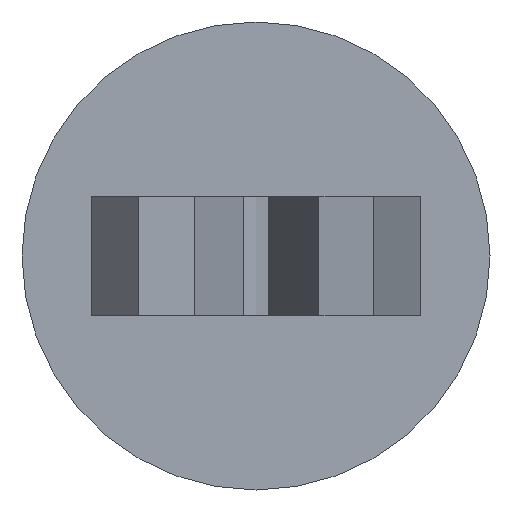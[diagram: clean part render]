
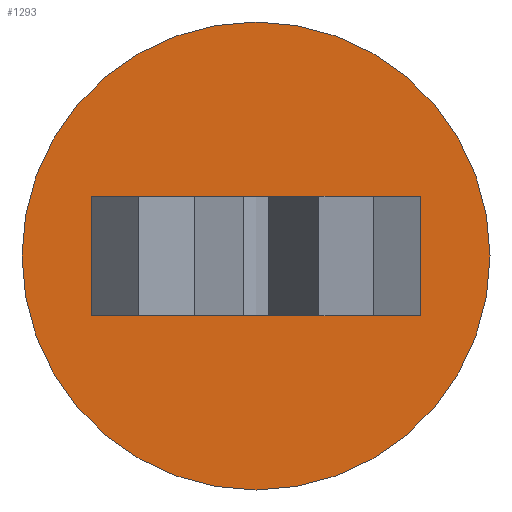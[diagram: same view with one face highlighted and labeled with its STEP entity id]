
A CAD part, front view. The second image highlights one B-rep face of the part: STEP entity #1293.
In plain terms, the highlighted planar face has unit normal (0, -1, 0).
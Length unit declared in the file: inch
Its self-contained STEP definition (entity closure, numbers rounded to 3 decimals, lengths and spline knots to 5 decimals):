
#8 = DIRECTION ( 'NONE',  ( 0., 0., 1. ) ) ;
#19 = VERTEX_POINT ( 'NONE', #213 ) ;
#31 = VERTEX_POINT ( 'NONE', #1588 ) ;
#48 = VECTOR ( 'NONE', #676, 39.37008 ) ;
#62 = CARTESIAN_POINT ( 'NONE',  ( 0.018, 0., -0.016 ) ) ;
#66 = EDGE_CURVE ( 'NONE', #1284, #19, #769, .T. ) ;
#97 = ORIENTED_EDGE ( 'NONE', *, *, #564, .F. ) ;
#113 = CARTESIAN_POINT ( 'NONE',  ( 0., 0., -0.0625 ) ) ;
#117 = EDGE_CURVE ( 'NONE', #1323, #851, #1120, .T. ) ;
#118 = CARTESIAN_POINT ( 'NONE',  ( 0.018, 0., 0.016 ) ) ;
#119 = PLANE ( 'NONE',  #392 ) ;
#124 = DIRECTION ( 'NONE',  ( 0., 0., 1. ) ) ;
#128 = CIRCLE ( 'NONE', #615, 0.0625 ) ;
#160 = CARTESIAN_POINT ( 'NONE',  ( 0.018, 0., -0.016 ) ) ;
#169 = LINE ( 'NONE', #1042, #887 ) ;
#171 = VERTEX_POINT ( 'NONE', #869 ) ;
#213 = CARTESIAN_POINT ( 'NONE',  ( -0.018, 0., 0.016 ) ) ;
#225 = CARTESIAN_POINT ( 'NONE',  ( 0., 0., 0.016 ) ) ;
#234 = DIRECTION ( 'NONE',  ( 1., 0., 0. ) ) ;
#275 = CARTESIAN_POINT ( 'NONE',  ( 0.018, 0., 0.016 ) ) ;
#287 = CARTESIAN_POINT ( 'NONE',  ( 0.018, 0., 0.016 ) ) ;
#294 = VECTOR ( 'NONE', #234, 39.37008 ) ;
#304 = CARTESIAN_POINT ( 'NONE',  ( -0.018, 0., -0.016 ) ) ;
#305 = VERTEX_POINT ( 'NONE', #1276 ) ;
#313 = CARTESIAN_POINT ( 'NONE',  ( 0.018, 0., -0.016 ) ) ;
#334 = EDGE_CURVE ( 'NONE', #1221, #491, #667, .T. ) ;
#360 = EDGE_CURVE ( 'NONE', #1057, #1356, #1384, .T. ) ;
#389 = LINE ( 'NONE', #1131, #611 ) ;
#392 = AXIS2_PLACEMENT_3D ( 'NONE', #633, #878, #1635 ) ;
#398 = DIRECTION ( 'NONE',  ( 0., 1., 0. ) ) ;
#403 = EDGE_CURVE ( 'NONE', #1356, #1057, #128, .T. ) ;
#438 = ORIENTED_EDGE ( 'NONE', *, *, #334, .T. ) ;
#463 = VERTEX_POINT ( 'NONE', #483 ) ;
#483 = CARTESIAN_POINT ( 'NONE',  ( -0.018, 0., 0.016 ) ) ;
#491 = VERTEX_POINT ( 'NONE', #1360 ) ;
#500 = CARTESIAN_POINT ( 'NONE',  ( 0., 0., 0.0625 ) ) ;
#564 = EDGE_CURVE ( 'NONE', #1323, #463, #1338, .T. ) ;
#568 = DIRECTION ( 'NONE',  ( 0., 1., 0. ) ) ;
#572 = EDGE_LOOP ( 'NONE', ( #1000, #838 ) ) ;
#589 = ORIENTED_EDGE ( 'NONE', *, *, #1452, .T. ) ;
#610 = VERTEX_POINT ( 'NONE', #1282 ) ;
#611 = VECTOR ( 'NONE', #1509, 39.37008 ) ;
#615 = AXIS2_PLACEMENT_3D ( 'NONE', #922, #398, #901 ) ;
#619 = CARTESIAN_POINT ( 'NONE',  ( -0.00326, 0., 0.016 ) ) ;
#633 = CARTESIAN_POINT ( 'NONE',  ( 0., 0., 0. ) ) ;
#641 = VECTOR ( 'NONE', #647, 39.37008 ) ;
#644 = LINE ( 'NONE', #792, #971 ) ;
#647 = DIRECTION ( 'NONE',  ( -1., 0., 0. ) ) ;
#667 = LINE ( 'NONE', #313, #48 ) ;
#676 = DIRECTION ( 'NONE',  ( -1., 0., 0. ) ) ;
#688 = LINE ( 'NONE', #275, #1082 ) ;
#689 = EDGE_CURVE ( 'NONE', #31, #305, #1523, .T. ) ;
#701 = AXIS2_PLACEMENT_3D ( 'NONE', #1184, #568, #8 ) ;
#709 = ORIENTED_EDGE ( 'NONE', *, *, #1245, .T. ) ;
#733 = EDGE_CURVE ( 'NONE', #171, #1284, #389, .T. ) ;
#750 = CARTESIAN_POINT ( 'NONE',  ( 0., 0., -0.016 ) ) ;
#769 = LINE ( 'NONE', #1257, #1502 ) ;
#788 = DIRECTION ( 'NONE',  ( 1., 0., 0. ) ) ;
#792 = CARTESIAN_POINT ( 'NONE',  ( 0., 0., 0.016 ) ) ;
#799 = LINE ( 'NONE', #160, #1288 ) ;
#804 = EDGE_CURVE ( 'NONE', #610, #851, #644, .T. ) ;
#817 = FACE_BOUND ( 'NONE', #1587, .T. ) ;
#838 = ORIENTED_EDGE ( 'NONE', *, *, #360, .F. ) ;
#851 = VERTEX_POINT ( 'NONE', #1554 ) ;
#857 = ORIENTED_EDGE ( 'NONE', *, *, #883, .F. ) ;
#869 = CARTESIAN_POINT ( 'NONE',  ( -0.018, 0., -0.016 ) ) ;
#878 = DIRECTION ( 'NONE',  ( 0., 1., 0. ) ) ;
#883 = EDGE_CURVE ( 'NONE', #1221, #1614, #1197, .T. ) ;
#887 = VECTOR ( 'NONE', #788, 39.37008 ) ;
#888 = VECTOR ( 'NONE', #1076, 39.37008 ) ;
#901 = DIRECTION ( 'NONE',  ( 0., 0., 1. ) ) ;
#914 = ORIENTED_EDGE ( 'NONE', *, *, #804, .F. ) ;
#920 = FACE_OUTER_BOUND ( 'NONE', #572, .T. ) ;
#922 = CARTESIAN_POINT ( 'NONE',  ( 0., 0., 0. ) ) ;
#955 = CARTESIAN_POINT ( 'NONE',  ( 0., 0., -0.016 ) ) ;
#971 = VECTOR ( 'NONE', #1156, 39.37008 ) ;
#1000 = ORIENTED_EDGE ( 'NONE', *, *, #403, .F. ) ;
#1003 = DIRECTION ( 'NONE',  ( 1., 0., 0. ) ) ;
#1042 = CARTESIAN_POINT ( 'NONE',  ( 0.018, 0., 0.016 ) ) ;
#1057 = VERTEX_POINT ( 'NONE', #500 ) ;
#1074 = ORIENTED_EDGE ( 'NONE', *, *, #1270, .T. ) ;
#1076 = DIRECTION ( 'NONE',  ( 1., 0., 0. ) ) ;
#1082 = VECTOR ( 'NONE', #1142, 39.37008 ) ;
#1120 = LINE ( 'NONE', #118, #1417 ) ;
#1128 = LINE ( 'NONE', #750, #294 ) ;
#1131 = CARTESIAN_POINT ( 'NONE',  ( 0.018, 0., -0.016 ) ) ;
#1142 = DIRECTION ( 'NONE',  ( 1., 0., 0. ) ) ;
#1156 = DIRECTION ( 'NONE',  ( -1., 0., 0. ) ) ;
#1184 = CARTESIAN_POINT ( 'NONE',  ( 0., 0., 0. ) ) ;
#1197 = LINE ( 'NONE', #955, #888 ) ;
#1221 = VERTEX_POINT ( 'NONE', #1286 ) ;
#1245 = EDGE_CURVE ( 'NONE', #19, #463, #169, .T. ) ;
#1257 = CARTESIAN_POINT ( 'NONE',  ( -0.018, 0., 0.016 ) ) ;
#1270 = EDGE_CURVE ( 'NONE', #305, #1614, #799, .T. ) ;
#1276 = CARTESIAN_POINT ( 'NONE',  ( 0.018, 0., -0.016 ) ) ;
#1282 = CARTESIAN_POINT ( 'NONE',  ( 0.018, 0., 0.016 ) ) ;
#1284 = VERTEX_POINT ( 'NONE', #304 ) ;
#1286 = CARTESIAN_POINT ( 'NONE',  ( 0.00326, 0., -0.016 ) ) ;
#1288 = VECTOR ( 'NONE', #1550, 39.37008 ) ;
#1293 = ADVANCED_FACE ( 'NONE', ( #817, #920 ), #119, .F. ) ;
#1318 = ORIENTED_EDGE ( 'NONE', *, *, #1347, .F. ) ;
#1323 = VERTEX_POINT ( 'NONE', #619 ) ;
#1338 = LINE ( 'NONE', #225, #641 ) ;
#1340 = VECTOR ( 'NONE', #1392, 39.37008 ) ;
#1347 = EDGE_CURVE ( 'NONE', #171, #491, #1128, .T. ) ;
#1356 = VERTEX_POINT ( 'NONE', #113 ) ;
#1360 = CARTESIAN_POINT ( 'NONE',  ( -0.00326, 0., -0.016 ) ) ;
#1376 = ORIENTED_EDGE ( 'NONE', *, *, #66, .T. ) ;
#1384 = CIRCLE ( 'NONE', #701, 0.0625 ) ;
#1392 = DIRECTION ( 'NONE',  ( 0., 0., -1. ) ) ;
#1406 = ORIENTED_EDGE ( 'NONE', *, *, #733, .T. ) ;
#1417 = VECTOR ( 'NONE', #1003, 39.37008 ) ;
#1438 = ORIENTED_EDGE ( 'NONE', *, *, #689, .T. ) ;
#1452 = EDGE_CURVE ( 'NONE', #610, #31, #688, .T. ) ;
#1502 = VECTOR ( 'NONE', #124, 39.37008 ) ;
#1509 = DIRECTION ( 'NONE',  ( -1., 0., 0. ) ) ;
#1523 = LINE ( 'NONE', #287, #1340 ) ;
#1550 = DIRECTION ( 'NONE',  ( -1., 0., 0. ) ) ;
#1554 = CARTESIAN_POINT ( 'NONE',  ( 0.00326, 0., 0.016 ) ) ;
#1587 = EDGE_LOOP ( 'NONE', ( #709, #97, #1610, #914, #589, #1438, #1074, #857, #438, #1318, #1406, #1376 ) ) ;
#1588 = CARTESIAN_POINT ( 'NONE',  ( 0.018, 0., 0.016 ) ) ;
#1610 = ORIENTED_EDGE ( 'NONE', *, *, #117, .T. ) ;
#1614 = VERTEX_POINT ( 'NONE', #62 ) ;
#1635 = DIRECTION ( 'NONE',  ( 1., 0., 0. ) ) ;
